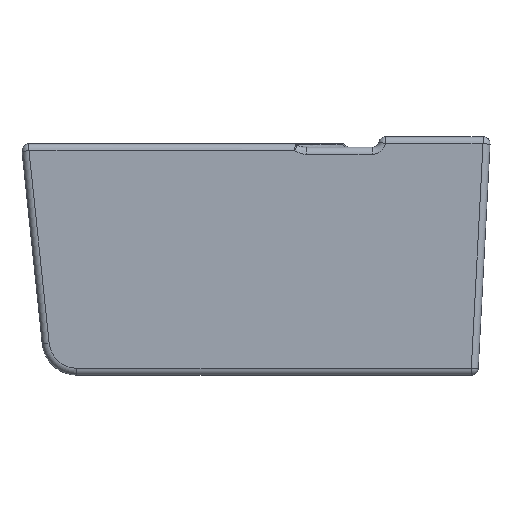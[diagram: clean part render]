
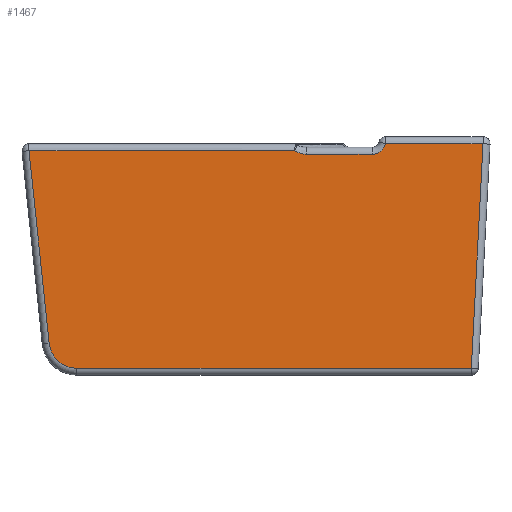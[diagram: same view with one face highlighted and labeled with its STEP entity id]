
A CAD part, front view. The second image highlights one B-rep face of the part: STEP entity #1467.
In plain terms, the highlighted planar face has unit normal (0, -1, 0).
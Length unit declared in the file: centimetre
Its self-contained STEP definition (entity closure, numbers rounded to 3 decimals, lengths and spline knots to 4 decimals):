
#70=PLANE('',#1859);
#210=FACE_OUTER_BOUND('',#320,.T.);
#320=EDGE_LOOP('',(#1280,#1281,#1282,#1283,#1284,#1285,#1286,#1287,#1288));
#376=B_SPLINE_CURVE_WITH_KNOTS('',3,(#3723,#3724,#3725,#3726,#3727),
 .UNSPECIFIED.,.F.,.F.,(4,1,4),(-1.0253,-0.5739,-0.2973),
 .UNSPECIFIED.);
#463=CIRCLE('',#1860,16.);
#464=CIRCLE('',#1861,8.);
#621=VERTEX_POINT('',#3707);
#622=VERTEX_POINT('',#3708);
#623=VERTEX_POINT('',#3710);
#624=VERTEX_POINT('',#3712);
#625=VERTEX_POINT('',#3714);
#626=VERTEX_POINT('',#3716);
#627=VERTEX_POINT('',#3718);
#628=VERTEX_POINT('',#3720);
#629=VERTEX_POINT('',#3722);
#845=EDGE_CURVE('',#621,#622,#1583,.T.);
#846=EDGE_CURVE('',#622,#623,#463,.T.);
#847=EDGE_CURVE('',#623,#624,#1584,.T.);
#848=EDGE_CURVE('',#624,#625,#1585,.T.);
#849=EDGE_CURVE('',#625,#626,#1586,.T.);
#850=EDGE_CURVE('',#626,#627,#464,.T.);
#851=EDGE_CURVE('',#627,#628,#1587,.T.);
#852=EDGE_CURVE('',#628,#629,#376,.T.);
#853=EDGE_CURVE('',#629,#621,#1588,.T.);
#1280=ORIENTED_EDGE('',*,*,#845,.T.);
#1281=ORIENTED_EDGE('',*,*,#846,.T.);
#1282=ORIENTED_EDGE('',*,*,#847,.T.);
#1283=ORIENTED_EDGE('',*,*,#848,.T.);
#1284=ORIENTED_EDGE('',*,*,#849,.T.);
#1285=ORIENTED_EDGE('',*,*,#850,.T.);
#1286=ORIENTED_EDGE('',*,*,#851,.T.);
#1287=ORIENTED_EDGE('',*,*,#852,.T.);
#1288=ORIENTED_EDGE('',*,*,#853,.T.);
#1467=ADVANCED_FACE('',(#210),#70,.T.);
#1583=LINE('',#3709,#1679);
#1584=LINE('',#3713,#1680);
#1585=LINE('',#3715,#1681);
#1586=LINE('',#3717,#1682);
#1587=LINE('',#3721,#1683);
#1588=LINE('',#3728,#1684);
#1679=VECTOR('',#2327,10.);
#1680=VECTOR('',#2330,10.);
#1681=VECTOR('',#2331,10.);
#1682=VECTOR('',#2332,10.);
#1683=VECTOR('',#2335,10.);
#1684=VECTOR('',#2336,10.);
#1859=AXIS2_PLACEMENT_3D('',#3706,#2325,#2326);
#1860=AXIS2_PLACEMENT_3D('',#3711,#2328,#2329);
#1861=AXIS2_PLACEMENT_3D('',#3719,#2333,#2334);
#2325=DIRECTION('center_axis',(0.,-1.,0.));
#2326=DIRECTION('ref_axis',(0.,0.,-1.));
#2327=DIRECTION('',(0.105,0.,-0.995));
#2328=DIRECTION('center_axis',(0.,-1.,0.));
#2329=DIRECTION('ref_axis',(-0.669,0.,-0.743));
#2330=DIRECTION('',(1.,0.,0.));
#2331=DIRECTION('',(0.052,0.,0.999));
#2332=DIRECTION('',(-1.,0.,0.));
#2333=DIRECTION('center_axis',(0.,1.,0.));
#2334=DIRECTION('ref_axis',(0.612,0.,-0.791));
#2335=DIRECTION('',(-1.,0.,0.));
#2336=DIRECTION('',(-1.,0.,0.));
#3706=CARTESIAN_POINT('Origin',(-134.5,-75.,68.5));
#3707=CARTESIAN_POINT('',(-265.,-75.,129.));
#3708=CARTESIAN_POINT('',(-253.3679,-75.,18.3275));
#3709=CARTESIAN_POINT('',(-255.3263,-75.,36.9612));
#3710=CARTESIAN_POINT('',(-237.4555,-75.,4.));
#3711=CARTESIAN_POINT('Origin',(-237.4555,-75.,20.));
#3712=CARTESIAN_POINT('',(-10.7606,-75.,4.));
#3713=CARTESIAN_POINT('',(-72.6303,-75.,4.));
#3714=CARTESIAN_POINT('',(-4.,-75.,133.));
#3715=CARTESIAN_POINT('',(-5.8642,-75.,97.4281));
#3716=CARTESIAN_POINT('',(-60.,-75.,133.));
#3717=CARTESIAN_POINT('',(-106.75,-75.,133.));
#3718=CARTESIAN_POINT('',(-67.746,-75.,127.));
#3719=CARTESIAN_POINT('Origin',(-67.746,-75.,135.));
#3720=CARTESIAN_POINT('',(-105.4952,-75.,127.));
#3721=CARTESIAN_POINT('',(-111.6332,-75.,127.));
#3722=CARTESIAN_POINT('',(-112.3893,-75.,129.));
#3723=CARTESIAN_POINT('Ctrl Pts',(-105.4952,-75.,127.));
#3724=CARTESIAN_POINT('Ctrl Pts',(-106.9998,-75.,127.));
#3725=CARTESIAN_POINT('Ctrl Pts',(-109.4282,-75.,127.412));
#3726=CARTESIAN_POINT('Ctrl Pts',(-111.6223,-75.,128.4891));
#3727=CARTESIAN_POINT('Ctrl Pts',(-112.3893,-75.,128.9999));
#3728=CARTESIAN_POINT('',(-199.75,-75.,129.));
